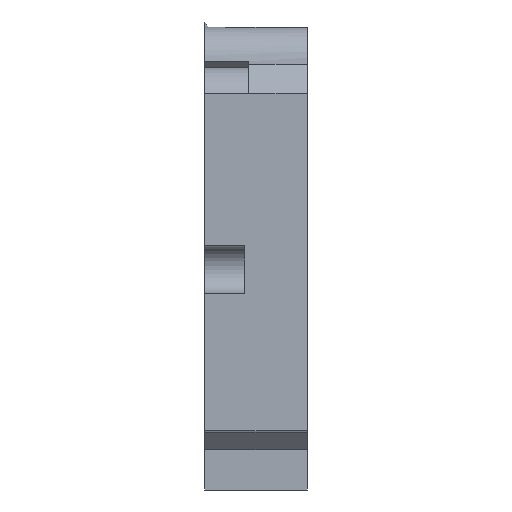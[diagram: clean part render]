
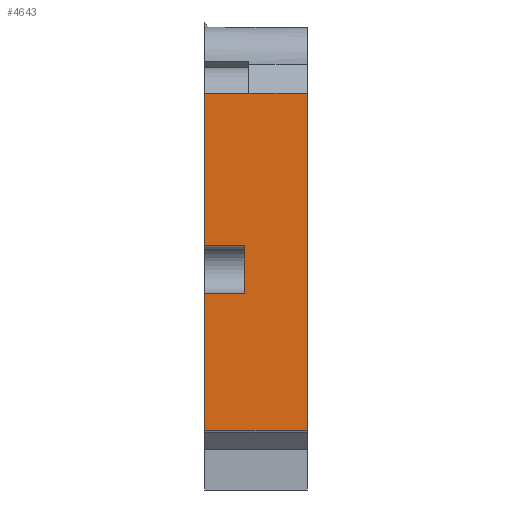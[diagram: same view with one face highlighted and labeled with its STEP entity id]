
A CAD part, left-side view. The second image highlights one B-rep face of the part: STEP entity #4643.
In plain terms, the highlighted planar face has unit normal (-1, 0, 0).
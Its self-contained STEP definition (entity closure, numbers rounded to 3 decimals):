
#200=PLANE('',#4950);
#398=FACE_OUTER_BOUND('',#664,.T.);
#664=EDGE_LOOP('',(#3461,#3462,#3463,#3464,#3465,#3466,#3467,#3468,#3469));
#885=LINE('',#6558,#1387);
#929=LINE('',#7058,#1431);
#1005=LINE('',#7246,#1507);
#1009=LINE('',#7254,#1511);
#1010=LINE('',#7256,#1512);
#1011=LINE('',#7258,#1513);
#1012=LINE('',#7259,#1514);
#1013=LINE('',#7261,#1515);
#1014=LINE('',#7262,#1516);
#1387=VECTOR('',#5276,10.);
#1431=VECTOR('',#5428,10.);
#1507=VECTOR('',#5538,10.);
#1511=VECTOR('',#5546,10.);
#1512=VECTOR('',#5547,10.);
#1513=VECTOR('',#5548,10.);
#1514=VECTOR('',#5549,10.);
#1515=VECTOR('',#5550,10.);
#1516=VECTOR('',#5551,10.);
#2025=VERTEX_POINT('',#6555);
#2026=VERTEX_POINT('',#6557);
#2098=VERTEX_POINT('',#7055);
#2099=VERTEX_POINT('',#7057);
#2174=VERTEX_POINT('',#7245);
#2176=VERTEX_POINT('',#7253);
#2177=VERTEX_POINT('',#7255);
#2178=VERTEX_POINT('',#7257);
#2179=VERTEX_POINT('',#7260);
#2480=EDGE_CURVE('',#2026,#2025,#885,.T.);
#2578=EDGE_CURVE('',#2099,#2098,#929,.T.);
#2664=EDGE_CURVE('',#2174,#2099,#1005,.T.);
#2668=EDGE_CURVE('',#2098,#2176,#1009,.T.);
#2669=EDGE_CURVE('',#2176,#2177,#1010,.T.);
#2670=EDGE_CURVE('',#2178,#2177,#1011,.T.);
#2671=EDGE_CURVE('',#2178,#2026,#1012,.T.);
#2672=EDGE_CURVE('',#2025,#2179,#1013,.T.);
#2673=EDGE_CURVE('',#2174,#2179,#1014,.T.);
#3461=ORIENTED_EDGE('',*,*,#2664,.T.);
#3462=ORIENTED_EDGE('',*,*,#2578,.T.);
#3463=ORIENTED_EDGE('',*,*,#2668,.T.);
#3464=ORIENTED_EDGE('',*,*,#2669,.T.);
#3465=ORIENTED_EDGE('',*,*,#2670,.F.);
#3466=ORIENTED_EDGE('',*,*,#2671,.T.);
#3467=ORIENTED_EDGE('',*,*,#2480,.T.);
#3468=ORIENTED_EDGE('',*,*,#2672,.T.);
#3469=ORIENTED_EDGE('',*,*,#2673,.F.);
#4643=ADVANCED_FACE('',(#398),#200,.T.);
#4950=AXIS2_PLACEMENT_3D('',#7252,#5544,#5545);
#5276=DIRECTION('',(0.,0.,-1.));
#5428=DIRECTION('',(0.,0.,1.));
#5538=DIRECTION('',(0.,-1.,0.));
#5544=DIRECTION('center_axis',(-1.,0.,0.));
#5545=DIRECTION('ref_axis',(0.,0.,1.));
#5546=DIRECTION('',(0.,1.,0.));
#5547=DIRECTION('',(0.,1.,0.));
#5548=DIRECTION('',(0.,0.,1.));
#5549=DIRECTION('',(0.,-1.,0.));
#5550=DIRECTION('',(0.,1.,0.));
#5551=DIRECTION('',(0.,0.,1.));
#6555=CARTESIAN_POINT('',(-26.5,8.5,-3.25));
#6557=CARTESIAN_POINT('',(-26.5,8.5,3.25));
#6558=CARTESIAN_POINT('',(-26.5,8.5,-13.375));
#7055=CARTESIAN_POINT('',(-26.5,0.,24.));
#7057=CARTESIAN_POINT('',(-26.5,0.,-21.925));
#7058=CARTESIAN_POINT('',(-26.5,0.,-26.75));
#7245=CARTESIAN_POINT('',(-26.5,14.,-21.925));
#7246=CARTESIAN_POINT('',(-26.5,0.,-21.925));
#7252=CARTESIAN_POINT('Origin',(-26.5,0.,-26.75));
#7253=CARTESIAN_POINT('',(-26.5,8.,24.));
#7254=CARTESIAN_POINT('',(-26.5,0.,24.));
#7255=CARTESIAN_POINT('',(-26.5,14.,24.));
#7256=CARTESIAN_POINT('',(-26.5,0.,24.));
#7257=CARTESIAN_POINT('',(-26.5,14.,3.25));
#7258=CARTESIAN_POINT('',(-26.5,14.,-26.75));
#7259=CARTESIAN_POINT('',(-26.5,7.,3.25));
#7260=CARTESIAN_POINT('',(-26.5,14.,-3.25));
#7261=CARTESIAN_POINT('',(-26.5,7.,-3.25));
#7262=CARTESIAN_POINT('',(-26.5,14.,-26.75));
